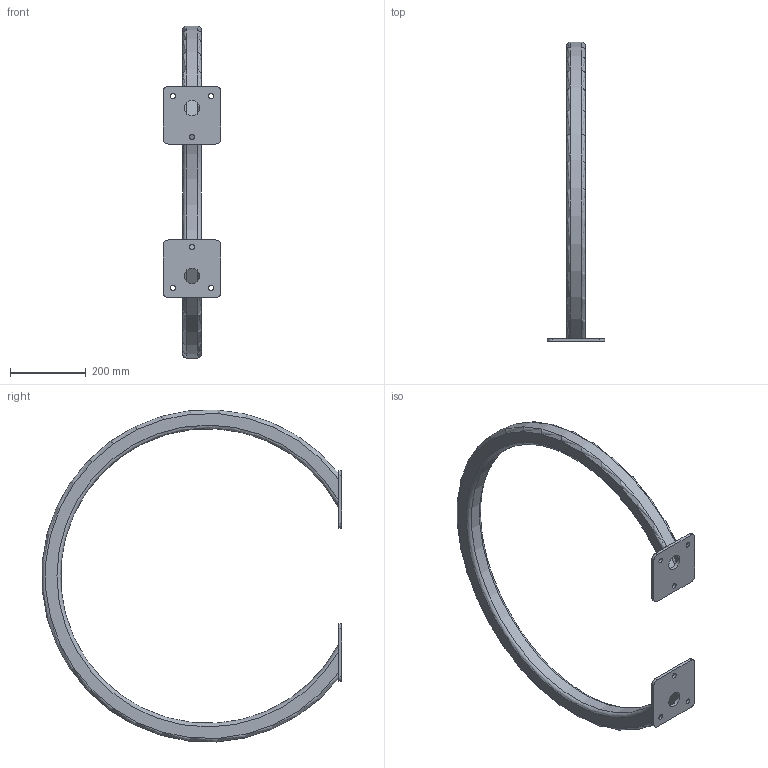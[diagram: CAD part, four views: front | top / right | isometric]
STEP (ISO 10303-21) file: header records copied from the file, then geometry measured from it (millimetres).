
FILE_DESCRIPTION(/* description */ (''),/* implementation_level */ '2;1');
FILE_NAME(/* name */ 'CS200 Circle Series.stp',/* time_stamp */ '2026-01-30T12:55:50-08:00',/* author */ ('chadm'),/* organization */ (''),/* preprocessor_version */ 'ST-DEVELOPER v20.1',/* originating_system */ 'Autodesk Inventor 2026',/* authorisation */ '');
FILE_SCHEMA (('AUTOMOTIVE_DESIGN { 1 0 10303 214 3 1 1 }'));
Length unit declared in the file: inch
Products named in the file (3): 80301-0151-RAW 2IN SQ TUBE CIRCLE SERIES; 5040X-0019 2IN SQ TUBE CIRCLE HOOP; 5010X-0430 FLANGE SQ TUBE RING SERIES
Assembly tree (3 placements, depth 2):
  80301-0151-RAW 2IN SQ TUBE CIRCLE SERIES
    5040X-0019 2IN SQ TUBE CIRCLE HOOP
    5010X-0430 FLANGE SQ TUBE RING SERIES  x2
Bounding box: 152.4 x 793.33 x 879.37 mm (x, y, z)
Volume: 2125157 mm3; surface area: 816395.4 mm2
Topology: 3 solids, 3 shells, 48 faces, 126 edges, 84 vertices
Faces by surface type: plane 20, cylinder 20, torus 8
Full cylindrical faces by diameter (mm): 13.487 x6, 41.275 x2
Entity records: 1452 total; most frequent: CARTESIAN_POINT 439, DIRECTION 192, ORIENTED_EDGE 180, EDGE_CURVE 90, AXIS2_PLACEMENT_3D 77, VERTEX_POINT 60, EDGE_LOOP 44, LINE 38
